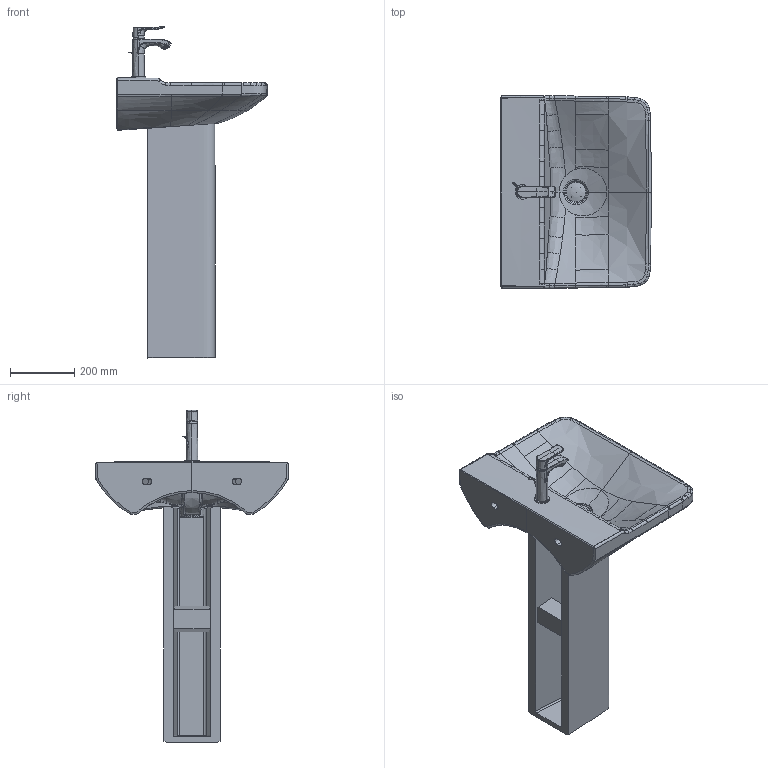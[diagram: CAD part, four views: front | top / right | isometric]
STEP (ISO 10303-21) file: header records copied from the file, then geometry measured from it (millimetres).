
FILE_DESCRIPTION((''),'2;1');
FILE_NAME('233160_085836.stp','2015-07-14T15:25:47',('Administrator'),(''),'Autodesk Inventor 2011','Autodesk Inventor 2011','');
FILE_SCHEMA(('CONFIG_CONTROL_DESIGN'));
Length unit declared in the file: millimetre
Products named in the file (15): 233160_085836; 233160; 085836; Kelch; Stopfen; WT-Armatur HANSGROHE METRIS; Gehäuse; Rosette Citerio; Griff_HWB_Metris; Griffstopfen; Zugstange Griff; Rosette Talis; Neoperl Strahler; Strahlreglerhuelse; Strahler
Assembly tree (14 placements, depth 4):
  233160_085836
    233160
    085836
    Kelch
    Stopfen
    WT-Armatur HANSGROHE METRIS
      Gehäuse
      Rosette Citerio
      Griff_HWB_Metris
      Griffstopfen
      Zugstange Griff
      Rosette Talis
      Neoperl Strahler
        Strahlreglerhuelse
        Strahler
Bounding box: 469.94 x 600.27 x 1034.45 mm (x, y, z)
Volume: 26583881.5 mm3; surface area: 1822595.6 mm2
Topology: 12 solids, 12 shells, 1507 faces, 4309 edges, 2820 vertices
Faces by surface type: bspline 549, plane 525, cylinder 333, cone 54, torus 46
Full cylindrical faces by diameter (mm): 4 x1, 5 x1, 5.2 x1, 5.325 x1, 5.4 x1, 8.875 x1, 12.35 x1, 15.75 x1, 16 x1, 17.5 x1, 17.7 x1, 19.97 x1, 20.1 x1, 20.88 x1, 21 x1, 22.5 x2, 24 x2, 25 x2, 31.3 x1, 35 x1, 42 x1, 44 x1, 46 x2, 60 x1
Entity records: 116581 total; most frequent: CARTESIAN_POINT 79597, ORIENTED_EDGE 8446, DIRECTION 5749, EDGE_CURVE 4223, VERTEX_POINT 2799, AXIS2_PLACEMENT_3D 2255, B_SPLINE_CURVE_WITH_KNOTS 1658, EDGE_LOOP 1595
